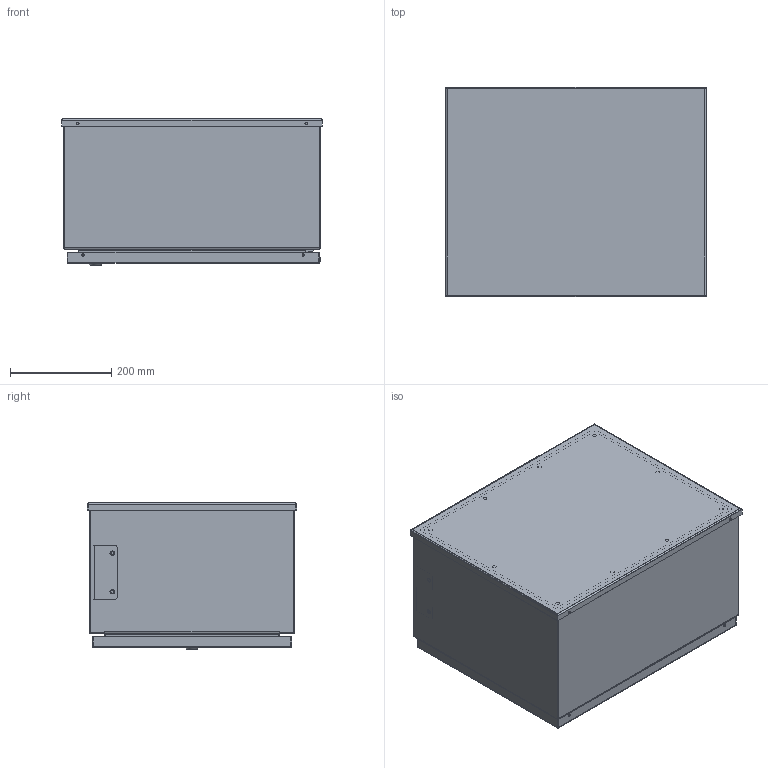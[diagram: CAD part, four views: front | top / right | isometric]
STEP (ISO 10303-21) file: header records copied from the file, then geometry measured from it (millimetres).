
FILE_DESCRIPTION (( 'STEP AP214' ), '1' );
FILE_NAME ('SCE-16HMI2010LP.STEP', '2023-09-29T13:10:37', ( '' ), ( '' ), 'SwSTEP 2.0', 'SolidWorks 2023', '' );
FILE_SCHEMA (( 'AUTOMOTIVE_DESIGN' ));
Length unit declared in the file: inch
Products named in the file (1): SCE-16HMI2010LP
Bounding box: 514.86 x 413.26 x 289.45 mm (x, y, z)
Volume: 2606465.9 mm3; surface area: 2578269.8 mm2
Topology: 24 solids, 24 shells, 2137 faces, 5512 edges, 3436 vertices
Faces by surface type: plane 1050, cylinder 698, bspline 215, torus 101, cone 59, sphere 14
Full cylindrical faces by diameter (mm): 1.016 x2, 3.226 x2, 3.988 x2, 4.318 x6, 4.369 x4, 4.763 x4, 4.775 x10, 4.78 x4, 4.826 x6, 4.978 x6, 5 x1, 5.182 x4, 5.207 x4, 5.232 x4, 5.5 x1, 5.537 x4, 6.096 x4, 6.198 x4, 6.299 x19, 6.35 x10, 6.353 x9, 6.756 x4, 6.858 x4, 7.112 x6, 7.137 x4, 7.874 x12, 7.937 x3, 7.938 x7, 8.56 x9, 9.474 x6
Entity records: 72289 total; most frequent: CARTESIAN_POINT 22816, ORIENTED_EDGE 10028, DIRECTION 9818, EDGE_CURVE 5014, AXIS2_PLACEMENT_3D 3506, VERTEX_POINT 3345, VECTOR 2806, LINE 2806
